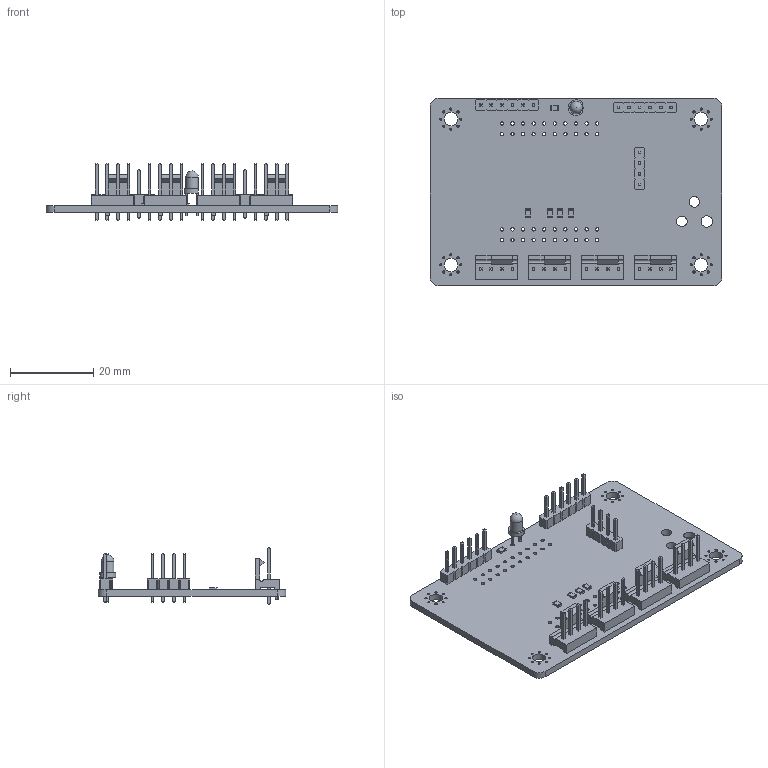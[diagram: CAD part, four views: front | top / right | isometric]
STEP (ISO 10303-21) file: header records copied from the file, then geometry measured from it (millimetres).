
FILE_DESCRIPTION(('KiCad electronic assembly'),'2;1');
FILE_NAME('ESP32_Tasmota_Fan.step','2021-03-28T20:40:03',('An Author'),( 'A Company'),'Open CASCADE STEP processor 6.9', 'KiCad to STEP converter','Unknown');
FILE_SCHEMA(('AUTOMOTIVE_DESIGN { 1 0 10303 214 1 1 1 1 }'));
Length unit declared in the file: millimetre
Products named in the file (12): Open CASCADE STEP translator 6.9 1; PinHeader_1x04_P2.54mm_Vertical; SOLID; PinHeader_1x06_P2.54mm_Vertical; LED_D3.0mm; R_0805_2012Metric; FanPinHeader_1x04_P2.54mm_Vertical; COMPOUND
Assembly tree (19 placements, depth 3):
  Open CASCADE STEP translator 6.9 1
    PinHeader_1x04_P2.54mm_Vertical
      SOLID
    PinHeader_1x06_P2.54mm_Vertical  x2
      SOLID
    LED_D3.0mm
      SOLID
    R_0805_2012Metric  x5
      SOLID
    FanPinHeader_1x04_P2.54mm_Vertical  x4
      SOLID
    COMPOUND
Bounding box: 70 x 45 x 13.5 mm (x, y, z)
Volume: 5946.4 mm3; surface area: 9516.3 mm2
Topology: 14 solids, 14 shells, 1061 faces, 2582 edges, 1618 vertices
Faces by surface type: plane 893, cylinder 167, sphere 1
Full cylindrical faces by diameter (mm): 0.5 x32, 0.8 x40, 0.9 x2, 1 x16, 1.02 x16, 2.5 x2, 2.75 x1, 3 x1, 3.2 x4
Entity records: 35373 total; most frequent: CARTESIAN_POINT 5376, DIRECTION 5163, LINE 3331, VECTOR 3331, ORIENTED_EDGE 2570, PCURVE 2570, DEFINITIONAL_REPRESENTATION 2570, EDGE_CURVE 1285
